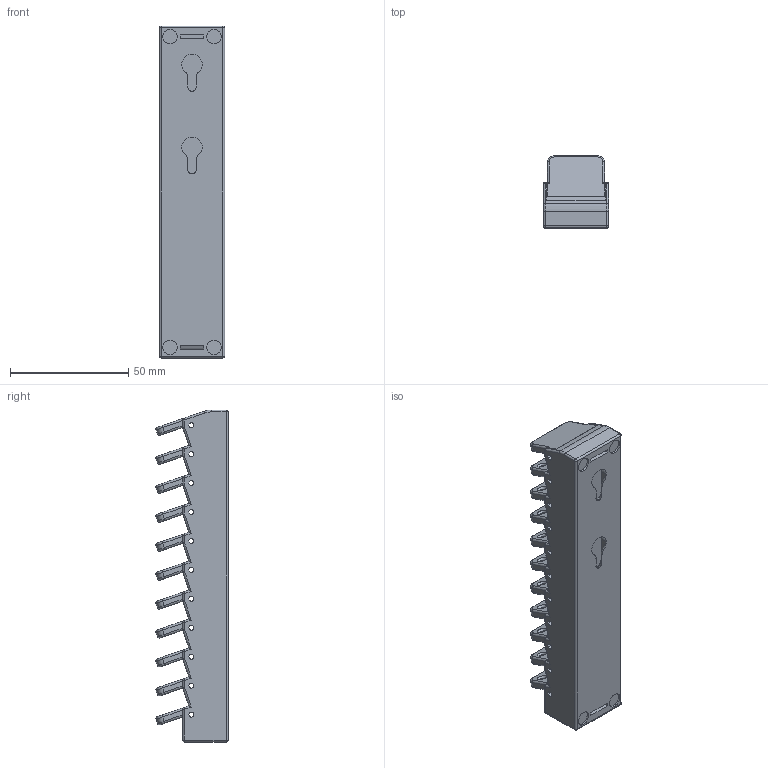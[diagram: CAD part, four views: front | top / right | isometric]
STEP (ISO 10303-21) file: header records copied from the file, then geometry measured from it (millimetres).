
FILE_DESCRIPTION (( 'STEP AP214' ), '1' );
FILE_NAME ('SV4 dock (10).STEP', '2024-12-31T04:06:21', ( '' ), ( '' ), 'MPSTEP 2.0', 'Macroplastics Offline CAD Suite', '' );
FILE_SCHEMA (( 'UwU' ));
Length unit declared in the file: millimetre
Products named in the file (1): SV4 dock (10)
Bounding box: 27.65 x 30.5 x 140.45 mm (x, y, z)
Volume: 53309.3 mm3; surface area: 47435.8 mm2
Topology: 3 solids, 3 shells, 1287 faces, 3517 edges, 2164 vertices
Faces by surface type: plane 631, cylinder 424, cone 84, bspline 56, torus 46, sphere 46
Entity records: 42733 total; most frequent: CARTESIAN_POINT 10212, ORIENTED_EDGE 6942, DIRECTION 6606, EDGE_CURVE 3471, LINE 2322, VECTOR 2322, VERTEX_POINT 2164, AXIS2_PLACEMENT_3D 2142
